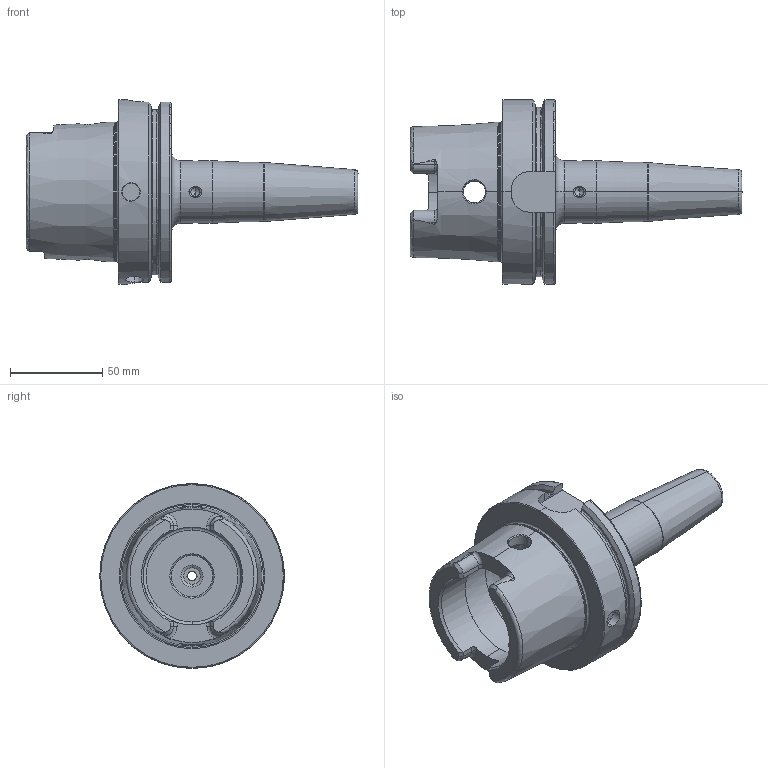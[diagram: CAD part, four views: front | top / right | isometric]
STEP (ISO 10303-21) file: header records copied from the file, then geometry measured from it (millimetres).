
FILE_DESCRIPTION (( 'STEP AP203' ), '1' );
FILE_NAME ('HA0.S12.K21.130.STEP', '2018-08-27T06:48:32', ( 'SWIAdmin' ), ( 'Hewlett-Packard Company' ), 'SwSTEP 2.0', 'SolidWorks 2017', '' );
FILE_SCHEMA (( 'CONFIG_CONTROL_DESIGN' ));
Length unit declared in the file: millimetre
Products named in the file (4): HA0.S12.K21.130; HA0-S12.K21.130_C_Fertigbearbeitung; ERU-AN4.K01.020_A; ERU-CJ2.001.006
Assembly tree (4 placements, depth 2):
  HA0.S12.K21.130
    HA0-S12.K21.130_C_Fertigbearbeitung
    ERU-AN4.K01.020_A
    ERU-CJ2.001.006  x2
Bounding box: 179.98 x 100 x 100 mm (x, y, z)
Volume: 317877.2 mm3; surface area: 64832.9 mm2
Topology: 4 solids, 4 shells, 301 faces, 749 edges, 450 vertices
Faces by surface type: plane 95, cylinder 89, cone 70, torus 43, bspline 4
Entity records: 10616 total; most frequent: CARTESIAN_POINT 3542, ORIENTED_EDGE 1406, DIRECTION 1384, EDGE_CURVE 703, AXIS2_PLACEMENT_3D 544, VERTEX_POINT 430, EDGE_LOOP 305, LINE 296
